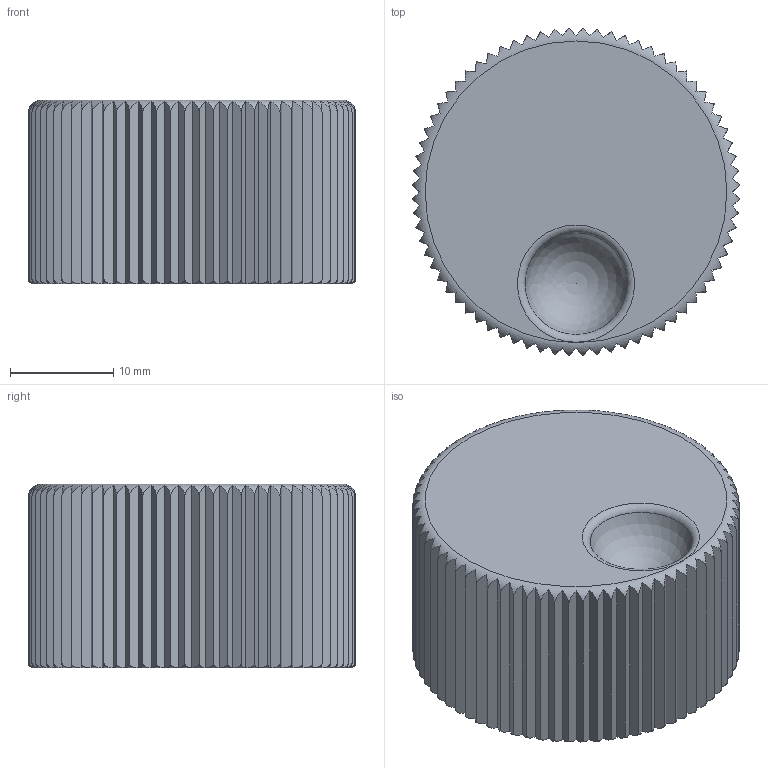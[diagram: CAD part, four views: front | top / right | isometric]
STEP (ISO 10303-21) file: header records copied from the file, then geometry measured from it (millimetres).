
FILE_DESCRIPTION(/* description */ (''),/* implementation_level */ '2;1');
FILE_NAME(/* name */ 'Encoder Knob.step',/* time_stamp */ '2025-11-04T09:53:27-05:00',/* author */ ('Martin'),/* organization */ (''),/* preprocessor_version */ 'ST-DEVELOPER v19.2',/* originating_system */ 'Autodesk Inventor 2024',/* authorisation */ '');
FILE_SCHEMA (('AUTOMOTIVE_DESIGN { 1 0 10303 214 3 1 1 }'));
Length unit declared in the file: inch
Products named in the file (1): Encoder Knob
Bounding box: 31.71 x 31.71 x 17.78 mm (x, y, z)
Volume: 5167.8 mm3; surface area: 5667.2 mm2
Topology: 1 solids, 1 shells, 241 faces, 715 edges, 476 vertices
Faces by surface type: plane 157, torus 75, cylinder 7, sphere 2
Full cylindrical faces by diameter (mm): 26.67 x1
Entity records: 9796 total; most frequent: CARTESIAN_POINT 3784, ORIENTED_EDGE 1426, DIRECTION 1005, EDGE_CURVE 713, VERTEX_POINT 476, AXIS2_PLACEMENT_3D 343, LINE 319, VECTOR 319
